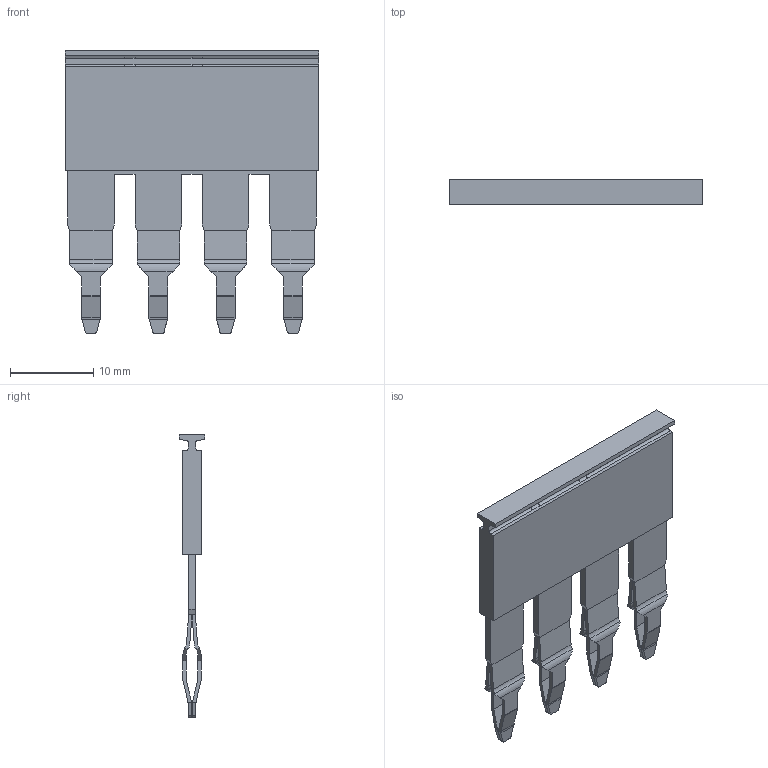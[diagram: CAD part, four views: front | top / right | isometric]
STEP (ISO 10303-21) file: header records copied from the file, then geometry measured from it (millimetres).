
FILE_DESCRIPTION(('CATIA V5R22 STEP214','CAx-IF Rec.Pracs.--- Model Styling and Organization---1.4--- 2014-01-23'),'2;1');
FILE_NAME ('017482-6_0', '2023-02-27T12:58:29+00:00', ('Weidmueller Interface'), ('Weidmueller'), 'CATIA Version 5-6 Release 2016 SP3 HF44', 'CATIA V5 STEP AP214', 'none');
FILE_SCHEMA(('AUTOMOTIVE_DESIGN { 1 0 10303 214 1 1 1 1 }'));
Length unit declared in the file: millimetre
Products named in the file (1): 1627870000
Bounding box: 30.5 x 3.1 x 33.96 mm (x, y, z)
Volume: 1238.1 mm3; surface area: 2344.9 mm2
Topology: 2 solids, 2 shells, 266 faces, 788 edges, 526 vertices
Faces by surface type: plane 174, cylinder 60, extrusion 32
Entity records: 9799 total; most frequent: CARTESIAN_POINT 2949, ORIENTED_EDGE 1576, DIRECTION 1132, EDGE_CURVE 788, VECTOR 572, LINE 540, VERTEX_POINT 526, AXIS2_PLACEMENT_3D 327
